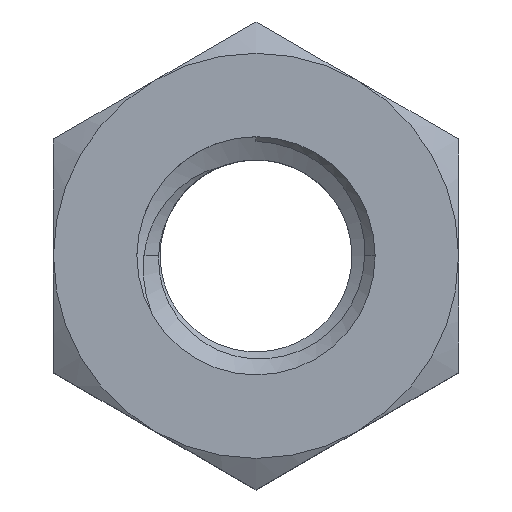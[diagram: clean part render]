
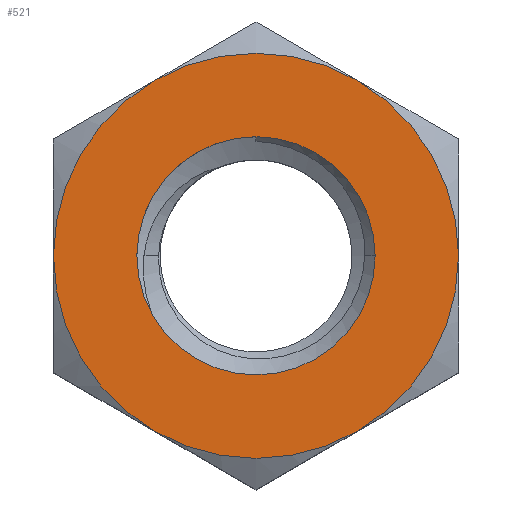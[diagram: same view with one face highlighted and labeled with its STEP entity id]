
A CAD part, top view. The second image highlights one B-rep face of the part: STEP entity #521.
In plain terms, the highlighted planar face has unit normal (0, 0, 1).
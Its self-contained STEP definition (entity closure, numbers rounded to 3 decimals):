
#5 = VERTEX_POINT ( 'NONE', #1814 ) ;
#6 = DIRECTION ( 'NONE',  ( 0., 0., 1. ) ) ;
#13 = CARTESIAN_POINT ( 'NONE',  ( 0., 0., 4. ) ) ;
#18 = CARTESIAN_POINT ( 'NONE',  ( 0., 0., 4. ) ) ;
#28 = CARTESIAN_POINT ( 'NONE',  ( 0., 0., 4. ) ) ;
#32 = EDGE_LOOP ( 'NONE', ( #1168, #2006, #433, #1202, #620, #235 ) ) ;
#44 = DIRECTION ( 'NONE',  ( 1., 0., 0. ) ) ;
#54 = DIRECTION ( 'NONE',  ( 0., 0., 1. ) ) ;
#55 = CIRCLE ( 'NONE', #609, 5. ) ;
#166 = CARTESIAN_POINT ( 'NONE',  ( -8.5, 0., 4. ) ) ;
#197 = EDGE_CURVE ( 'NONE', #2090, #217, #1391, .T. ) ;
#205 = CARTESIAN_POINT ( 'NONE',  ( -4.25, 7.361, 4. ) ) ;
#208 = DIRECTION ( 'NONE',  ( -1., 0., 0. ) ) ;
#217 = VERTEX_POINT ( 'NONE', #205 ) ;
#235 = ORIENTED_EDGE ( 'NONE', *, *, #303, .T. ) ;
#303 = EDGE_CURVE ( 'NONE', #1118, #1770, #1365, .T. ) ;
#367 = DIRECTION ( 'NONE',  ( 1., 0., 0. ) ) ;
#376 = DIRECTION ( 'NONE',  ( 0., 0., 1. ) ) ;
#386 = CARTESIAN_POINT ( 'NONE',  ( 0., 0., 4. ) ) ;
#432 = CIRCLE ( 'NONE', #2158, 8.5 ) ;
#433 = ORIENTED_EDGE ( 'NONE', *, *, #197, .T. ) ;
#483 = DIRECTION ( 'NONE',  ( 0., 0., 1. ) ) ;
#489 = AXIS2_PLACEMENT_3D ( 'NONE', #1535, #1152, #2014 ) ;
#493 = CARTESIAN_POINT ( 'NONE',  ( 0., 0., 4. ) ) ;
#521 = ADVANCED_FACE ( 'NONE', ( #1919, #1130 ), #1881, .T. ) ;
#543 = ORIENTED_EDGE ( 'NONE', *, *, #1624, .T. ) ;
#555 = CIRCLE ( 'NONE', #2185, 5. ) ;
#567 = EDGE_CURVE ( 'NONE', #2418, #1118, #1569, .T. ) ;
#609 = AXIS2_PLACEMENT_3D ( 'NONE', #803, #790, #1934 ) ;
#620 = ORIENTED_EDGE ( 'NONE', *, *, #567, .T. ) ;
#639 = CARTESIAN_POINT ( 'NONE',  ( 0., 5., 4. ) ) ;
#641 = VERTEX_POINT ( 'NONE', #1024 ) ;
#779 = EDGE_CURVE ( 'NONE', #1770, #877, #2203, .T. ) ;
#790 = DIRECTION ( 'NONE',  ( 0., 0., -1. ) ) ;
#803 = CARTESIAN_POINT ( 'NONE',  ( 0., 0., 4. ) ) ;
#820 = DIRECTION ( 'NONE',  ( 1., 0., 0. ) ) ;
#830 = DIRECTION ( 'NONE',  ( 0., 0., 1. ) ) ;
#835 = CARTESIAN_POINT ( 'NONE',  ( 0., 0., 4. ) ) ;
#877 = VERTEX_POINT ( 'NONE', #1295 ) ;
#882 = EDGE_CURVE ( 'NONE', #5, #1565, #2056, .T. ) ;
#920 = AXIS2_PLACEMENT_3D ( 'NONE', #13, #6, #2468 ) ;
#1024 = CARTESIAN_POINT ( 'NONE',  ( -5., 0., 4. ) ) ;
#1118 = VERTEX_POINT ( 'NONE', #2130 ) ;
#1130 = FACE_OUTER_BOUND ( 'NONE', #32, .T. ) ;
#1148 = DIRECTION ( 'NONE',  ( 1., 0., 0. ) ) ;
#1152 = DIRECTION ( 'NONE',  ( 0., 0., 1. ) ) ;
#1168 = ORIENTED_EDGE ( 'NONE', *, *, #779, .T. ) ;
#1202 = ORIENTED_EDGE ( 'NONE', *, *, #1236, .T. ) ;
#1236 = EDGE_CURVE ( 'NONE', #217, #2418, #2154, .T. ) ;
#1242 = CARTESIAN_POINT ( 'NONE',  ( 0., 0., 4. ) ) ;
#1295 = CARTESIAN_POINT ( 'NONE',  ( 8.5, 0., 4. ) ) ;
#1300 = ORIENTED_EDGE ( 'NONE', *, *, #882, .F. ) ;
#1365 = CIRCLE ( 'NONE', #1682, 8.5 ) ;
#1373 = DIRECTION ( 'NONE',  ( 0., 0., -1. ) ) ;
#1391 = CIRCLE ( 'NONE', #920, 8.5 ) ;
#1394 = EDGE_CURVE ( 'NONE', #1565, #2308, #555, .T. ) ;
#1396 = DIRECTION ( 'NONE',  ( 1., 0., 0. ) ) ;
#1453 = CARTESIAN_POINT ( 'NONE',  ( 4.25, -7.361, 4. ) ) ;
#1459 = AXIS2_PLACEMENT_3D ( 'NONE', #493, #483, #1396 ) ;
#1468 = DIRECTION ( 'NONE',  ( 0., 0., 1. ) ) ;
#1485 = EDGE_LOOP ( 'NONE', ( #1636, #543, #1879, #1300 ) ) ;
#1512 = AXIS2_PLACEMENT_3D ( 'NONE', #1839, #1841, #1816 ) ;
#1535 = CARTESIAN_POINT ( 'NONE',  ( 0., 0., 4. ) ) ;
#1565 = VERTEX_POINT ( 'NONE', #1691 ) ;
#1569 = CIRCLE ( 'NONE', #1634, 8.5 ) ;
#1616 = DIRECTION ( 'NONE',  ( 0., 0., 1. ) ) ;
#1624 = EDGE_CURVE ( 'NONE', #641, #2308, #55, .T. ) ;
#1634 = AXIS2_PLACEMENT_3D ( 'NONE', #2073, #1468, #1148 ) ;
#1636 = ORIENTED_EDGE ( 'NONE', *, *, #2102, .T. ) ;
#1682 = AXIS2_PLACEMENT_3D ( 'NONE', #28, #54, #44 ) ;
#1691 = CARTESIAN_POINT ( 'NONE',  ( 5., 0., 4. ) ) ;
#1744 = CARTESIAN_POINT ( 'NONE',  ( 4.25, 7.361, 4. ) ) ;
#1770 = VERTEX_POINT ( 'NONE', #1453 ) ;
#1814 = CARTESIAN_POINT ( 'NONE',  ( -4.338, -2.487, 4. ) ) ;
#1816 = DIRECTION ( 'NONE',  ( 1., 0., 0. ) ) ;
#1839 = CARTESIAN_POINT ( 'NONE',  ( -8.5, 4.907, 4. ) ) ;
#1841 = DIRECTION ( 'NONE',  ( 0., 0., 1. ) ) ;
#1879 = ORIENTED_EDGE ( 'NONE', *, *, #1394, .F. ) ;
#1881 = PLANE ( 'NONE',  #1512 ) ;
#1919 = FACE_BOUND ( 'NONE', #1485, .T. ) ;
#1920 = EDGE_CURVE ( 'NONE', #877, #2090, #432, .T. ) ;
#1934 = DIRECTION ( 'NONE',  ( -1., 0., 0. ) ) ;
#1981 = DIRECTION ( 'NONE',  ( 1., 0., 0. ) ) ;
#2006 = ORIENTED_EDGE ( 'NONE', *, *, #1920, .T. ) ;
#2014 = DIRECTION ( 'NONE',  ( 1., 0., 0. ) ) ;
#2056 = CIRCLE ( 'NONE', #2335, 5. ) ;
#2073 = CARTESIAN_POINT ( 'NONE',  ( 0., 0., 4. ) ) ;
#2090 = VERTEX_POINT ( 'NONE', #1744 ) ;
#2102 = EDGE_CURVE ( 'NONE', #5, #641, #2127, .T. ) ;
#2127 = CIRCLE ( 'NONE', #2356, 5. ) ;
#2130 = CARTESIAN_POINT ( 'NONE',  ( -4.25, -7.361, 4. ) ) ;
#2154 = CIRCLE ( 'NONE', #489, 8.5 ) ;
#2158 = AXIS2_PLACEMENT_3D ( 'NONE', #386, #376, #367 ) ;
#2185 = AXIS2_PLACEMENT_3D ( 'NONE', #1242, #1616, #1981 ) ;
#2203 = CIRCLE ( 'NONE', #1459, 8.5 ) ;
#2308 = VERTEX_POINT ( 'NONE', #639 ) ;
#2335 = AXIS2_PLACEMENT_3D ( 'NONE', #835, #830, #820 ) ;
#2356 = AXIS2_PLACEMENT_3D ( 'NONE', #18, #1373, #208 ) ;
#2418 = VERTEX_POINT ( 'NONE', #166 ) ;
#2468 = DIRECTION ( 'NONE',  ( 1., 0., 0. ) ) ;
